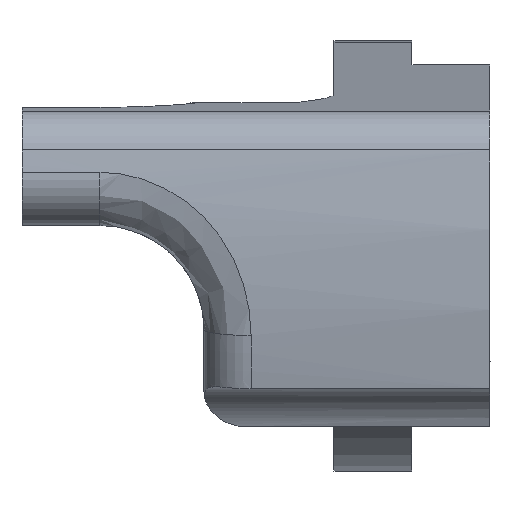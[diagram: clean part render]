
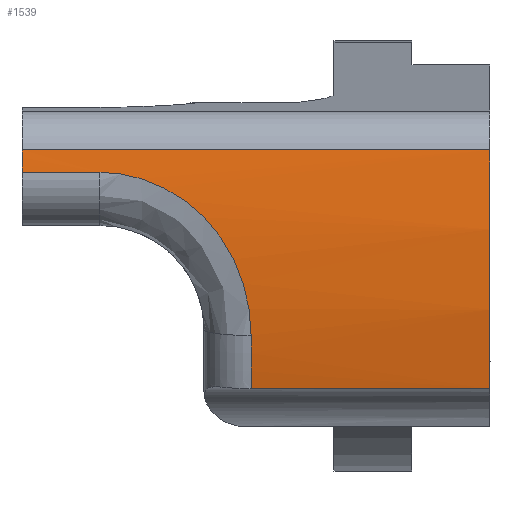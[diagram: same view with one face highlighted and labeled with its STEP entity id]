
A CAD part, front view. The second image highlights one B-rep face of the part: STEP entity #1539.
In plain terms, the highlighted cylindrical face has radius 15.557 mm (diameter 31.115 mm), a partial arc.
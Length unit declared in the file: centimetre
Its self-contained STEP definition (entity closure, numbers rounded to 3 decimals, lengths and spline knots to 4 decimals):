
#97=CYLINDRICAL_SURFACE('',#1714,1.5558);
#183=FACE_OUTER_BOUND('',#276,.T.);
#276=EDGE_LOOP('',(#1370,#1371,#1372,#1373,#1374,#1375,#1376));
#327=B_SPLINE_CURVE_WITH_KNOTS('',3,(#3209,#3210,#3211,#3212,#3213),
 .UNSPECIFIED.,.F.,.F.,(4,1,4),(0.347,0.5943,0.924),
 .UNSPECIFIED.);
#405=CIRCLE('',#1703,1.5558);
#410=CIRCLE('',#1712,1.5558);
#411=CIRCLE('',#1715,1.5558);
#499=LINE('',#3176,#590);
#500=LINE('',#3237,#591);
#501=LINE('',#3239,#592);
#590=VECTOR('',#2129,0.115);
#591=VECTOR('',#2140,1.);
#592=VECTOR('',#2141,1.);
#734=VERTEX_POINT('',#3144);
#735=VERTEX_POINT('',#3146);
#743=VERTEX_POINT('',#3169);
#746=VERTEX_POINT('',#3174);
#747=VERTEX_POINT('',#3207);
#749=VERTEX_POINT('',#3221);
#750=VERTEX_POINT('',#3238);
#946=EDGE_CURVE('',#734,#735,#405,.T.);
#961=EDGE_CURVE('',#746,#743,#499,.T.);
#963=EDGE_CURVE('',#747,#746,#327,.T.);
#966=EDGE_CURVE('',#749,#747,#410,.T.);
#968=EDGE_CURVE('',#749,#735,#500,.T.);
#969=EDGE_CURVE('',#750,#734,#501,.T.);
#970=EDGE_CURVE('',#743,#750,#411,.T.);
#1370=ORIENTED_EDGE('',*,*,#961,.F.);
#1371=ORIENTED_EDGE('',*,*,#963,.F.);
#1372=ORIENTED_EDGE('',*,*,#966,.F.);
#1373=ORIENTED_EDGE('',*,*,#968,.T.);
#1374=ORIENTED_EDGE('',*,*,#946,.F.);
#1375=ORIENTED_EDGE('',*,*,#969,.F.);
#1376=ORIENTED_EDGE('',*,*,#970,.F.);
#1539=ADVANCED_FACE('',(#183),#97,.T.);
#1703=AXIS2_PLACEMENT_3D('',#3147,#2104,#2105);
#1712=AXIS2_PLACEMENT_3D('',#3234,#2134,#2135);
#1714=AXIS2_PLACEMENT_3D('',#3236,#2138,#2139);
#1715=AXIS2_PLACEMENT_3D('',#3240,#2142,#2143);
#2104=DIRECTION('center_axis',(1.,0.,0.));
#2105=DIRECTION('ref_axis',(0.,0.98,0.2));
#2129=DIRECTION('',(-1.,0.,0.));
#2134=DIRECTION('center_axis',(-1.,0.,0.));
#2135=DIRECTION('ref_axis',(0.,0.992,0.125));
#2138=DIRECTION('center_axis',(1.,0.,0.));
#2139=DIRECTION('ref_axis',(0.,0.98,0.2));
#2140=DIRECTION('',(1.,0.,0.));
#2141=DIRECTION('',(1.,0.,0.));
#2142=DIRECTION('center_axis',(-1.,0.,0.));
#2143=DIRECTION('ref_axis',(0.,0.98,0.2));
#3144=CARTESIAN_POINT('',(2.4538,1.0287,-4.4957));
#3146=CARTESIAN_POINT('',(2.4538,1.0413,-5.0794));
#3147=CARTESIAN_POINT('Origin',(2.4538,2.5628,-4.7547));
#3169=CARTESIAN_POINT('',(1.3108,1.0205,-4.5504));
#3174=CARTESIAN_POINT('',(1.5013,1.0205,-4.5504));
#3176=CARTESIAN_POINT('',(2.2633,1.0205,-4.5504));
#3207=CARTESIAN_POINT('',(1.8703,1.0192,-4.9488));
#3209=CARTESIAN_POINT('Ctrl Pts',(1.8703,1.0192,-4.9488));
#3210=CARTESIAN_POINT('Ctrl Pts',(1.8703,1.008,-4.8599));
#3211=CARTESIAN_POINT('Ctrl Pts',(1.8032,1.0036,-4.6503));
#3212=CARTESIAN_POINT('Ctrl Pts',(1.6112,1.0205,-4.5504));
#3213=CARTESIAN_POINT('Ctrl Pts',(1.5013,1.0205,-4.5504));
#3221=CARTESIAN_POINT('',(1.8703,1.0413,-5.0794));
#3234=CARTESIAN_POINT('Origin',(1.8703,2.5628,-4.7547));
#3236=CARTESIAN_POINT('Origin',(2.2633,2.5628,-4.7547));
#3237=CARTESIAN_POINT('',(2.2633,1.0413,-5.0794));
#3238=CARTESIAN_POINT('',(1.3108,1.0287,-4.4957));
#3239=CARTESIAN_POINT('',(2.2633,1.0287,-4.4957));
#3240=CARTESIAN_POINT('Origin',(1.3108,2.5628,-4.7547));
